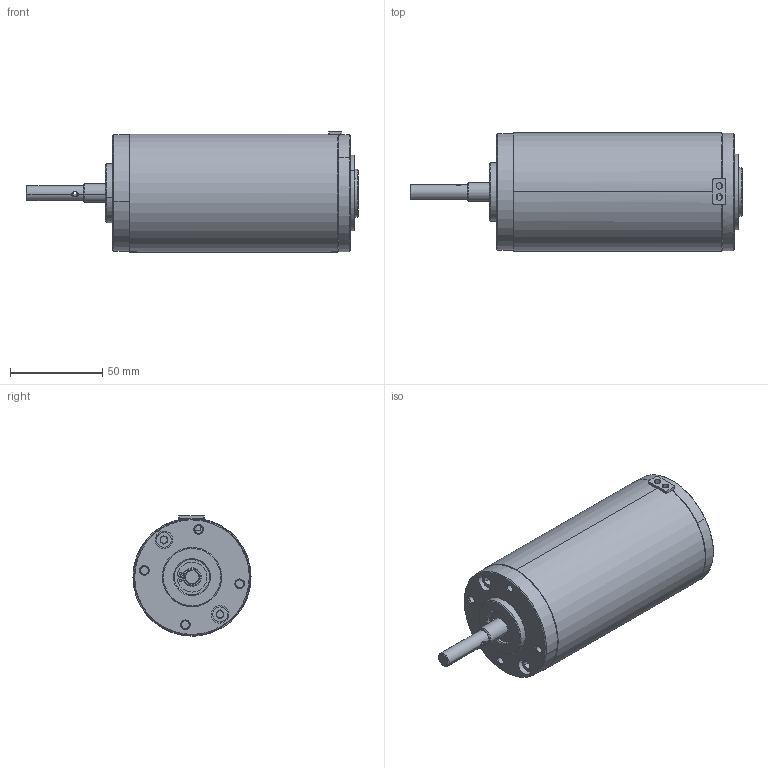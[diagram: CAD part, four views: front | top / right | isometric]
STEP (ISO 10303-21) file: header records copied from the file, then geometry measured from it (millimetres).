
FILE_DESCRIPTION (( 'STEP AP203' ), '1' );
FILE_NAME ('Motor_PGK_63-60 für VE31-Getriebe.STEP', '2016-07-05T15:01:37', ( 'kob' ), ( 'Microsoft' ), 'SwSTEP 2.0', 'SolidWorks 2014', '' );
FILE_SCHEMA (( 'CONFIG_CONTROL_DESIGN' ));
Length unit declared in the file: millimetre
Products named in the file (1): Motor_PGK_63-60 f黵 VE31-Getriebe
Bounding box: 179.6 x 63.9 x 65.1 mm (x, y, z)
Surface area: 37960 mm2 (no closed solid volume)
Topology: 0 solids, 11 shells, 131 faces, 349 edges, 232 vertices
Faces by surface type: cylinder 53, plane 45, cone 31, torus 2
Entity records: 4246 total; most frequent: CARTESIAN_POINT 815, DIRECTION 770, ORIENTED_EDGE 601, EDGE_CURVE 349, AXIS2_PLACEMENT_3D 297, VERTEX_POINT 232, VECTOR 176, LINE 176
